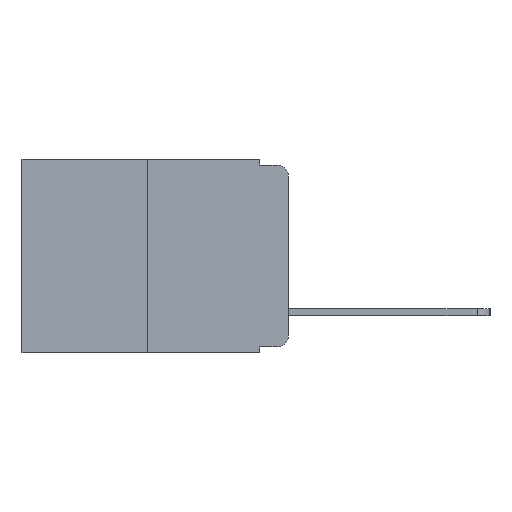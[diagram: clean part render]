
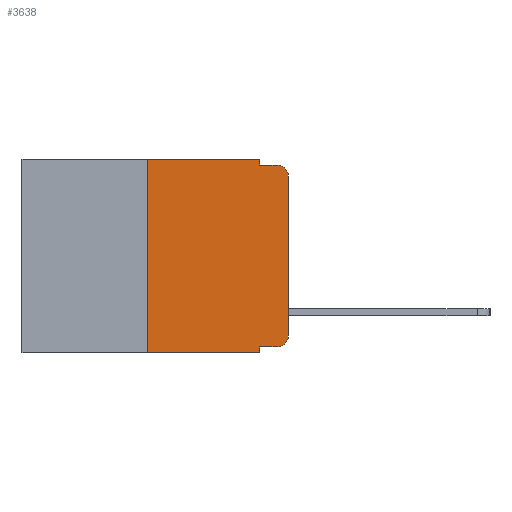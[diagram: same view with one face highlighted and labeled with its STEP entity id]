
A CAD part, left-side view. The second image highlights one B-rep face of the part: STEP entity #3638.
In plain terms, the highlighted planar face has unit normal (-1, 0, 0).
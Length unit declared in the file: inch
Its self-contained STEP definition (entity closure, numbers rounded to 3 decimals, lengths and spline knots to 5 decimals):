
#125 = LINE ( 'NONE', #6079, #9344 ) ;
#572 = VERTEX_POINT ( 'NONE', #4609 ) ;
#657 = DIRECTION ( 'NONE',  ( 0., 0., -1. ) ) ;
#855 = VERTEX_POINT ( 'NONE', #4345 ) ;
#860 = EDGE_CURVE ( 'NONE', #855, #10517, #4713, .T. ) ;
#927 = CARTESIAN_POINT ( 'NONE',  ( 0., 0.051, -0.333 ) ) ;
#1069 = EDGE_CURVE ( 'NONE', #7075, #1140, #9322, .T. ) ;
#1140 = VERTEX_POINT ( 'NONE', #2588 ) ;
#1260 = CARTESIAN_POINT ( 'NONE',  ( 0., 0.473, 0. ) ) ;
#1548 = DIRECTION ( 'NONE',  ( 0., 0., -1. ) ) ;
#1594 = ORIENTED_EDGE ( 'NONE', *, *, #8587, .F. ) ;
#1657 = ORIENTED_EDGE ( 'NONE', *, *, #8868, .T. ) ;
#1730 = ORIENTED_EDGE ( 'NONE', *, *, #1069, .T. ) ;
#1918 = DIRECTION ( 'NONE',  ( 0., 0., -1. ) ) ;
#1995 = CARTESIAN_POINT ( 'NONE',  ( 0., 0., 0. ) ) ;
#2236 = DIRECTION ( 'NONE',  ( 0., -1., 0. ) ) ;
#2250 = VECTOR ( 'NONE', #1548, 39.37008 ) ;
#2257 = LINE ( 'NONE', #927, #8936 ) ;
#2270 = VERTEX_POINT ( 'NONE', #5751 ) ;
#2277 = ORIENTED_EDGE ( 'NONE', *, *, #10464, .F. ) ;
#2545 = CARTESIAN_POINT ( 'NONE',  ( 0., 0., -0.03 ) ) ;
#2588 = CARTESIAN_POINT ( 'NONE',  ( 0., 0., -0.313 ) ) ;
#2595 = CARTESIAN_POINT ( 'NONE',  ( 0., 0.473, 0. ) ) ;
#2605 = PLANE ( 'NONE',  #3006 ) ;
#2670 = DIRECTION ( 'NONE',  ( 0., -1., 0. ) ) ;
#2705 = VERTEX_POINT ( 'NONE', #11326 ) ;
#2952 = CARTESIAN_POINT ( 'NONE',  ( 0., 0.02, -0.333 ) ) ;
#3006 = AXIS2_PLACEMENT_3D ( 'NONE', #2595, #5358, #5497 ) ;
#3099 = ORIENTED_EDGE ( 'NONE', *, *, #3344, .T. ) ;
#3344 = EDGE_CURVE ( 'NONE', #9358, #3796, #9915, .T. ) ;
#3638 = ADVANCED_FACE ( 'NONE', ( #6146 ), #2605, .F. ) ;
#3796 = VERTEX_POINT ( 'NONE', #8658 ) ;
#3847 = DIRECTION ( 'NONE',  ( 0., -1., 0. ) ) ;
#4047 = CIRCLE ( 'NONE', #8864, 0.02 ) ;
#4305 = LINE ( 'NONE', #7436, #8552 ) ;
#4345 = CARTESIAN_POINT ( 'NONE',  ( 0., 0.051, 0. ) ) ;
#4609 = CARTESIAN_POINT ( 'NONE',  ( 0., 0.051, -0.333 ) ) ;
#4627 = DIRECTION ( 'NONE',  ( 0., -1., 0. ) ) ;
#4713 = LINE ( 'NONE', #11063, #2250 ) ;
#4799 = LINE ( 'NONE', #5433, #10907 ) ;
#5128 = ORIENTED_EDGE ( 'NONE', *, *, #5447, .T. ) ;
#5191 = CARTESIAN_POINT ( 'NONE',  ( 0., 0.02, -0.03 ) ) ;
#5358 = DIRECTION ( 'NONE',  ( 1., 0., 0. ) ) ;
#5429 = ORIENTED_EDGE ( 'NONE', *, *, #6306, .F. ) ;
#5433 = CARTESIAN_POINT ( 'NONE',  ( 0., 0.25, 0. ) ) ;
#5447 = EDGE_CURVE ( 'NONE', #7987, #2270, #4047, .T. ) ;
#5497 = DIRECTION ( 'NONE',  ( 0., 0., -1. ) ) ;
#5510 = EDGE_CURVE ( 'NONE', #1140, #7987, #7802, .T. ) ;
#5561 = EDGE_LOOP ( 'NONE', ( #9348, #5128, #5429, #8694, #2277, #10511, #3099, #1594, #1657, #1730 ) ) ;
#5576 = VECTOR ( 'NONE', #7168, 39.37008 ) ;
#5751 = CARTESIAN_POINT ( 'NONE',  ( 0., 0.02, -0.01 ) ) ;
#6079 = CARTESIAN_POINT ( 'NONE',  ( 0., 0.051, 0. ) ) ;
#6146 = FACE_OUTER_BOUND ( 'NONE', #5561, .T. ) ;
#6268 = DIRECTION ( 'NONE',  ( 0., 0., 1. ) ) ;
#6306 = EDGE_CURVE ( 'NONE', #10517, #2270, #4305, .T. ) ;
#6417 = DIRECTION ( 'NONE',  ( -1., 0., 0. ) ) ;
#6932 = DIRECTION ( 'NONE',  ( 0., 0., -1. ) ) ;
#7048 = CARTESIAN_POINT ( 'NONE',  ( 0., 0.473, -0.343 ) ) ;
#7075 = VERTEX_POINT ( 'NONE', #2952 ) ;
#7168 = DIRECTION ( 'NONE',  ( 0., 0., 1. ) ) ;
#7436 = CARTESIAN_POINT ( 'NONE',  ( 0., 0.051, -0.01 ) ) ;
#7714 = VECTOR ( 'NONE', #2670, 39.37008 ) ;
#7802 = LINE ( 'NONE', #1995, #5576 ) ;
#7987 = VERTEX_POINT ( 'NONE', #2545 ) ;
#8058 = CARTESIAN_POINT ( 'NONE',  ( 0., 0.02, -0.313 ) ) ;
#8206 = AXIS2_PLACEMENT_3D ( 'NONE', #8058, #6417, #1918 ) ;
#8242 = VECTOR ( 'NONE', #2236, 39.37008 ) ;
#8506 = LINE ( 'NONE', #1260, #8242 ) ;
#8552 = VECTOR ( 'NONE', #3847, 39.37008 ) ;
#8587 = EDGE_CURVE ( 'NONE', #572, #3796, #125, .T. ) ;
#8658 = CARTESIAN_POINT ( 'NONE',  ( 0., 0.051, -0.343 ) ) ;
#8694 = ORIENTED_EDGE ( 'NONE', *, *, #860, .F. ) ;
#8864 = AXIS2_PLACEMENT_3D ( 'NONE', #5191, #10503, #657 ) ;
#8868 = EDGE_CURVE ( 'NONE', #572, #7075, #2257, .T. ) ;
#8936 = VECTOR ( 'NONE', #4627, 39.37008 ) ;
#9322 = CIRCLE ( 'NONE', #8206, 0.02 ) ;
#9344 = VECTOR ( 'NONE', #6932, 39.37008 ) ;
#9348 = ORIENTED_EDGE ( 'NONE', *, *, #5510, .T. ) ;
#9358 = VERTEX_POINT ( 'NONE', #11125 ) ;
#9915 = LINE ( 'NONE', #7048, #7714 ) ;
#10056 = CARTESIAN_POINT ( 'NONE',  ( 0., 0.051, -0.01 ) ) ;
#10464 = EDGE_CURVE ( 'NONE', #2705, #855, #8506, .T. ) ;
#10503 = DIRECTION ( 'NONE',  ( -1., 0., 0. ) ) ;
#10511 = ORIENTED_EDGE ( 'NONE', *, *, #11270, .F. ) ;
#10517 = VERTEX_POINT ( 'NONE', #10056 ) ;
#10907 = VECTOR ( 'NONE', #6268, 39.37008 ) ;
#11063 = CARTESIAN_POINT ( 'NONE',  ( 0., 0.051, 0. ) ) ;
#11125 = CARTESIAN_POINT ( 'NONE',  ( 0., 0.25, -0.343 ) ) ;
#11270 = EDGE_CURVE ( 'NONE', #9358, #2705, #4799, .T. ) ;
#11326 = CARTESIAN_POINT ( 'NONE',  ( 0., 0.25, 0. ) ) ;
